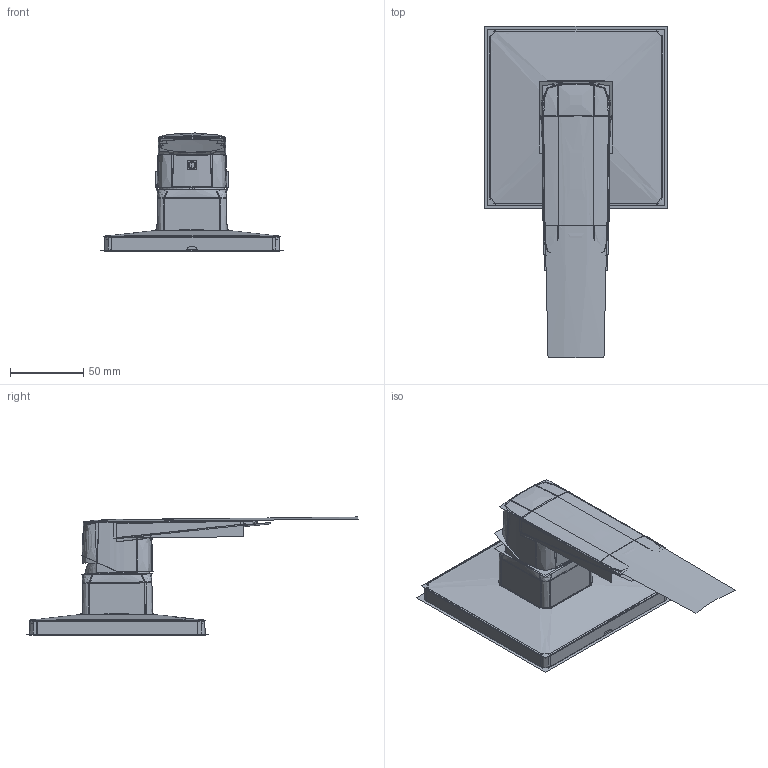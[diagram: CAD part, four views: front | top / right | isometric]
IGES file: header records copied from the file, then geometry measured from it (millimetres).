
Start section:  PTC IGES file: a42751_asm.igs
Global section: file name: a42751_asm.igs; native system: Creo Parametric by PTC Inc.; preprocessor: 2018300; author: sertac.ozeser; organization: Unknown; date: 20201127.151650; units: millimetre
Bounding box: 124.8 x 226.88 x 80.68 mm (x, y, z)
Surface area: 344423.7 mm2 (no closed solid volume)
Topology: 0 solids, 0 shells, 610 faces, 9060 edges, 11749 vertices
Faces by surface type: bspline 424, revolution 186
